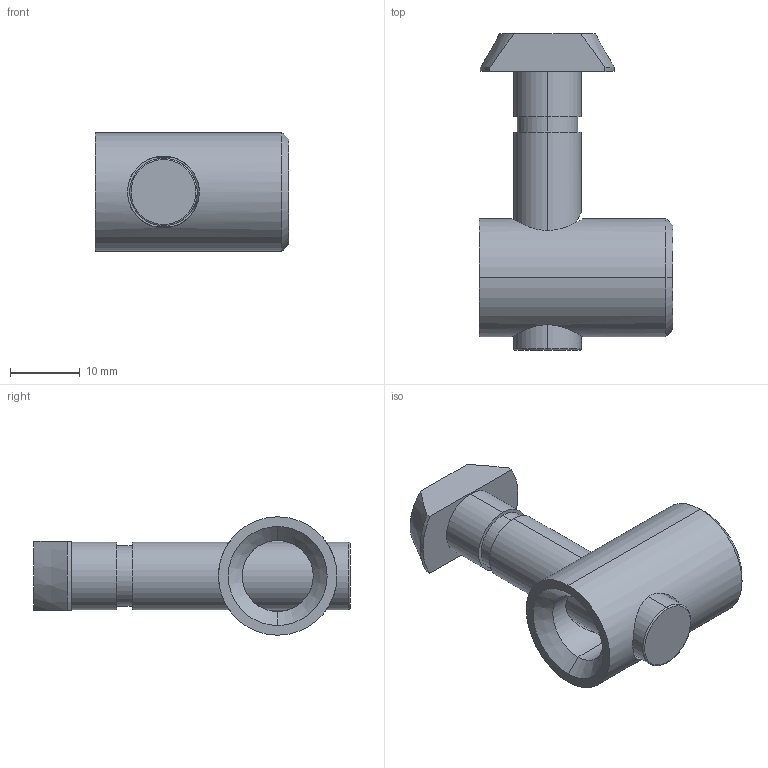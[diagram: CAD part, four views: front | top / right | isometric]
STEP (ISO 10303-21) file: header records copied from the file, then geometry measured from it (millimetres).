
FILE_DESCRIPTION (( 'STEP AP214' ), '1' );
FILE_NAME ('SNSD.30.50.17 Áûñòðîçàæèìíîé êîííåêòîð 90 ãðàäóñîâ, ïàç 10(D75).STEP', '2014-11-19T09:09:02', ( 'XTreme.ws' ), ( 'XTreme.ws' ), 'SwSTEP 2.0', 'SolidWorks 2014', '' );
FILE_SCHEMA (( 'AUTOMOTIVE_DESIGN' ));
Length unit declared in the file: millimetre
Products named in the file (4): SNSD.30.50.49 眈錼鐻D75_00; SNSD.30.50.17 Áûñòðîçàæèìíîé êîííåêòîð 90 ãðàäóñîâ, ïàç 10(D75); D75SNSD.30.50.30 Ñòàêàí_Ñ16C17_00; D75SNSD.30.50.31 ﾂ竟ﾑ16C17_00
Assembly tree (3 placements, depth 2):
  SNSD.30.50.17 Áûñòðîçàæèìíîé êîííåêòîð 90 ãðàäóñîâ, ïàç 10(D75)
    SNSD.30.50.49 眈錼鐻D75_00
    D75SNSD.30.50.30 Ñòàêàí_Ñ16C17_00
    D75SNSD.30.50.31 ﾂ竟ﾑ16C17_00
Bounding box: 27.8 x 45.4 x 17 mm (x, y, z)
Volume: 7847.2 mm3; surface area: 5135.2 mm2
Topology: 3 solids, 3 shells, 57 faces, 128 edges, 82 vertices
Faces by surface type: plane 25, cylinder 18, cone 10, torus 4
Entity records: 2238 total; most frequent: CARTESIAN_POINT 759, DIRECTION 280, ORIENTED_EDGE 256, EDGE_CURVE 128, AXIS2_PLACEMENT_3D 115, VERTEX_POINT 82, EDGE_LOOP 68, FACE_OUTER_BOUND 57
